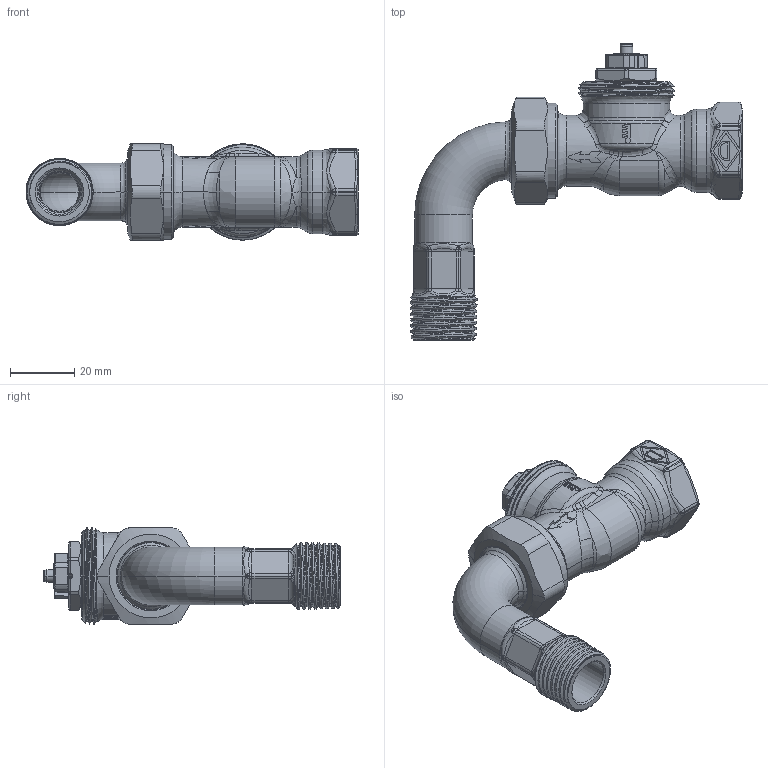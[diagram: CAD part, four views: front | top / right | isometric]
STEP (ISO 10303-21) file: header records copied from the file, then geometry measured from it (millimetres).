
FILE_DESCRIPTION((''),'2;1');
FILE_NAME('3756-02-000-GEW-O-B_SW0001','2015-08-04T',('marann'),(''),'PRO/ENGINEER BY PARAMETRIC TECHNOLOGY CORPORATION, 2011490','PRO/ENGINEER BY PARAMETRIC TECHNOLOGY CORPORATION, 2011490','');
FILE_SCHEMA(('CONFIG_CONTROL_DESIGN'));
Length unit declared in the file: millimetre
Products named in the file (1): 3756-02-000-GEW-O-B_SW0001
Bounding box: 103.46 x 92.3 x 30 mm (x, y, z)
Volume: 35133.6 mm3; surface area: 27880.8 mm2
Topology: 2 solids, 2 shells, 1459 faces, 3742 edges, 2339 vertices
Faces by surface type: plane 615, cylinder 330, bspline 228, cone 140, torus 114, sphere 32
Entity records: 66067 total; most frequent: CARTESIAN_POINT 33891, ORIENTED_EDGE 7478, DIRECTION 5615, EDGE_CURVE 3739, VERTEX_POINT 2339, AXIS2_PLACEMENT_3D 2171, B_SPLINE_CURVE_WITH_KNOTS 1526, EDGE_LOOP 1522
